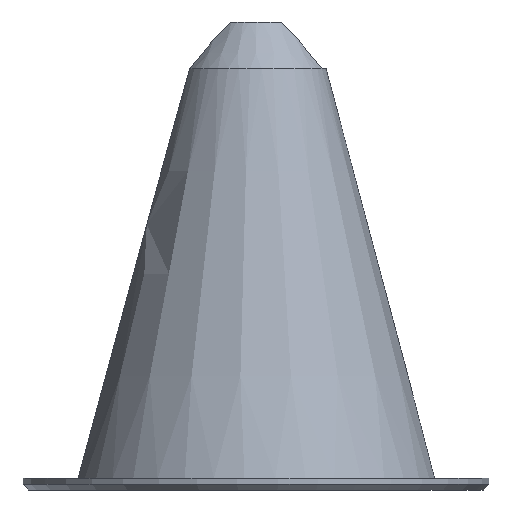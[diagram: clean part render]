
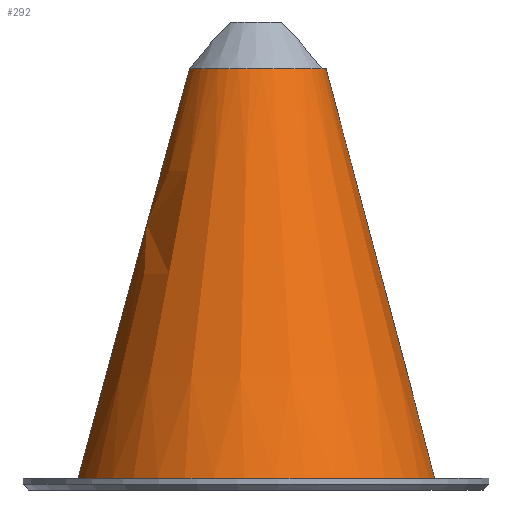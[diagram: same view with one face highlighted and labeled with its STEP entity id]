
A CAD part, front view. The second image highlights one B-rep face of the part: STEP entity #292.
In plain terms, the highlighted conical face has half-angle 14.931 degrees and reference radius 24.765 mm.
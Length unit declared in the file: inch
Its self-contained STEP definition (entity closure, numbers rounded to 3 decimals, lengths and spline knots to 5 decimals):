
#22=CONICAL_SURFACE('',#338,0.975,0.261);
#23=CIRCLE('',#310,0.375);
#25=CIRCLE('',#313,0.375);
#28=CIRCLE('',#317,0.375);
#35=CIRCLE('',#337,0.95833);
#54=FACE_OUTER_BOUND('',#73,.T.);
#73=EDGE_LOOP('',(#257,#258,#259,#260,#261,#262));
#112=(
BOUNDED_CURVE()
B_SPLINE_CURVE(2,(#505,#506,#507),.UNSPECIFIED.,.F.,.F.)
B_SPLINE_CURVE_WITH_KNOTS((3,3),(0.,5.75921),.UNSPECIFIED.)
CURVE()
GEOMETRIC_REPRESENTATION_ITEM()
RATIONAL_B_SPLINE_CURVE((1.,1.118,1.))
REPRESENTATION_ITEM('')
);
#115=(
BOUNDED_CURVE()
B_SPLINE_CURVE(2,(#520,#521,#522),.UNSPECIFIED.,.F.,.F.)
B_SPLINE_CURVE_WITH_KNOTS((3,3),(0.,5.75921),.UNSPECIFIED.)
CURVE()
GEOMETRIC_REPRESENTATION_ITEM()
RATIONAL_B_SPLINE_CURVE((1.,1.118,1.))
REPRESENTATION_ITEM('')
);
#116=VERTEX_POINT('',#421);
#121=VERTEX_POINT('',#435);
#124=VERTEX_POINT('',#450);
#127=VERTEX_POINT('',#460);
#137=VERTEX_POINT('',#503);
#138=VERTEX_POINT('',#519);
#148=EDGE_CURVE('',#121,#116,#23,.T.);
#150=EDGE_CURVE('',#124,#121,#25,.T.);
#155=EDGE_CURVE('',#116,#127,#28,.T.);
#171=EDGE_CURVE('',#127,#137,#112,.T.);
#176=EDGE_CURVE('',#138,#124,#115,.T.);
#180=EDGE_CURVE('',#138,#137,#35,.T.);
#257=ORIENTED_EDGE('',*,*,#176,.T.);
#258=ORIENTED_EDGE('',*,*,#150,.T.);
#259=ORIENTED_EDGE('',*,*,#148,.T.);
#260=ORIENTED_EDGE('',*,*,#155,.T.);
#261=ORIENTED_EDGE('',*,*,#171,.T.);
#262=ORIENTED_EDGE('',*,*,#180,.F.);
#292=ADVANCED_FACE('',(#54),#22,.T.);
#310=AXIS2_PLACEMENT_3D('',#447,#351,#352);
#313=AXIS2_PLACEMENT_3D('',#451,#357,#358);
#317=AXIS2_PLACEMENT_3D('',#464,#365,#366);
#337=AXIS2_PLACEMENT_3D('',#530,#415,#416);
#338=AXIS2_PLACEMENT_3D('',#531,#417,#418);
#351=DIRECTION('center_axis',(0.,0.,-1.));
#352=DIRECTION('ref_axis',(1.,0.,0.));
#357=DIRECTION('center_axis',(0.,0.,-1.));
#358=DIRECTION('ref_axis',(1.,0.,0.));
#365=DIRECTION('center_axis',(0.,0.,-1.));
#366=DIRECTION('ref_axis',(1.,0.,0.));
#415=DIRECTION('center_axis',(0.,0.,-1.));
#416=DIRECTION('ref_axis',(1.,0.,0.));
#417=DIRECTION('center_axis',(0.,0.,-1.));
#418=DIRECTION('ref_axis',(1.,0.,0.));
#421=CARTESIAN_POINT('',(0.35355,-0.125,2.25));
#435=CARTESIAN_POINT('',(0.35355,0.125,2.25));
#447=CARTESIAN_POINT('Origin',(0.,0.,2.25));
#450=CARTESIAN_POINT('',(-0.35355,0.125,2.25));
#451=CARTESIAN_POINT('Origin',(0.,0.,2.25));
#460=CARTESIAN_POINT('',(-0.35355,-0.125,2.25));
#464=CARTESIAN_POINT('Origin',(0.,0.,2.25));
#503=CARTESIAN_POINT('',(-0.95015,-0.125,0.0625));
#505=CARTESIAN_POINT('Ctrl Pts',(-0.35355,-0.125,2.25));
#506=CARTESIAN_POINT('Ctrl Pts',(-0.52135,-0.125,1.65677));
#507=CARTESIAN_POINT('Ctrl Pts',(-0.95015,-0.125,0.0625));
#519=CARTESIAN_POINT('',(-0.95015,0.125,0.0625));
#520=CARTESIAN_POINT('Ctrl Pts',(-0.95015,0.125,0.0625));
#521=CARTESIAN_POINT('Ctrl Pts',(-0.52135,0.125,1.65677));
#522=CARTESIAN_POINT('Ctrl Pts',(-0.35355,0.125,2.25));
#530=CARTESIAN_POINT('Origin',(0.,0.,0.0625));
#531=CARTESIAN_POINT('Origin',(0.,0.,0.));
